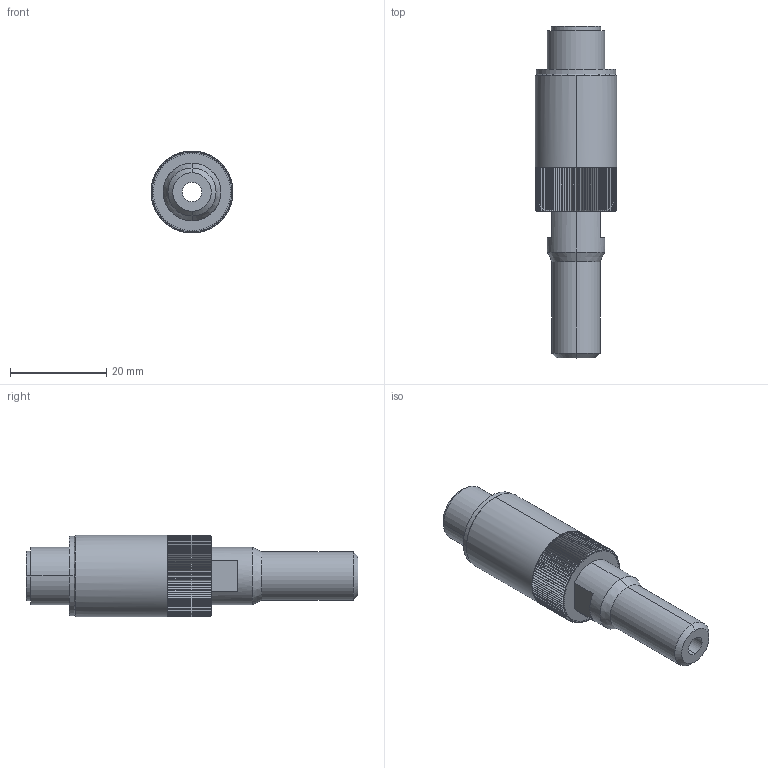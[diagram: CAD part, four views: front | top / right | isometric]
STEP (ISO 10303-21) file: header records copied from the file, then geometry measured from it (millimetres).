
FILE_DESCRIPTION (( 'STEP AP203' ), '1' );
FILE_NAME ('VSP842.STEP', '2014-06-16T11:25:44', ( '' ), ( '' ), 'SwSTEP 2.0', 'SolidWorks 2013', '' );
FILE_SCHEMA (( 'CONFIG_CONTROL_DESIGN' ));
Length unit declared in the file: millimetre
Products named in the file (1): VSP842
Bounding box: 17 x 69 x 17 mm (x, y, z)
Surface area: 4849.6 mm2 (no closed solid volume)
Topology: 0 solids, 6 shells, 435 faces, 1330 edges, 882 vertices
Faces by surface type: plane 297, cone 102, cylinder 28, torus 8
Entity records: 15142 total; most frequent: CARTESIAN_POINT 3248, ORIENTED_EDGE 2562, DIRECTION 2384, EDGE_CURVE 1330, VERTEX_POINT 882, AXIS2_PLACEMENT_3D 818, VECTOR 748, LINE 748
